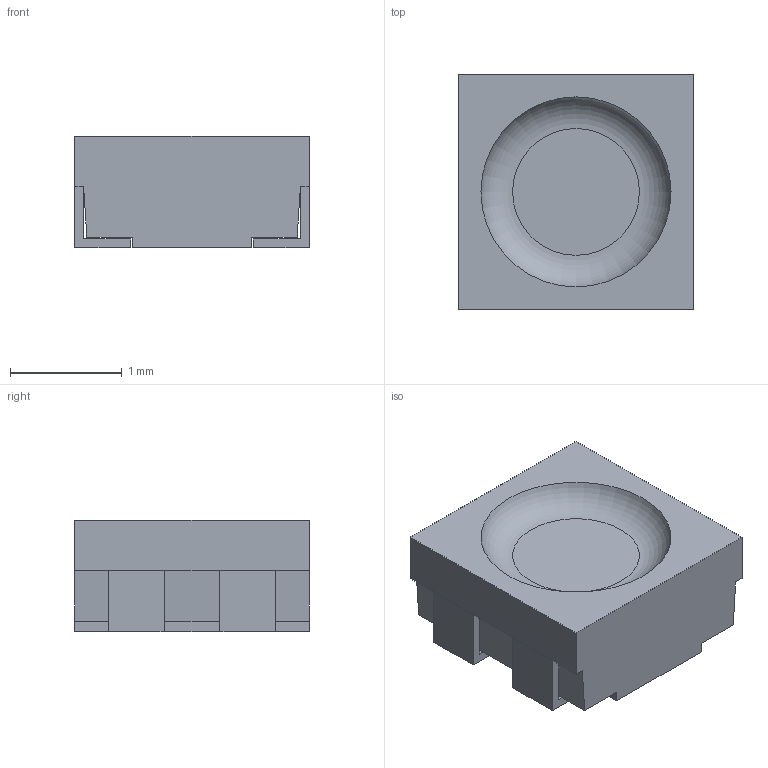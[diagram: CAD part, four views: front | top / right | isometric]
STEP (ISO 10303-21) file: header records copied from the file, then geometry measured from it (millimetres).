
FILE_DESCRIPTION(/* description */ (''),/* implementation_level */ '2;1');
FILE_NAME(/* name */ 'FM-B2020RGBA-HG v1.step',/* time_stamp */ '2021-03-07T16:31:21+00:00',/* author */ (''),/* organization */ (''),/* preprocessor_version */ 'ST-DEVELOPER v18.1',/* originating_system */ 'Autodesk Translation Framework v9.7.1.1290',/* authorisation */ '');
FILE_SCHEMA (('AUTOMOTIVE_DESIGN { 1 0 10303 214 3 1 1 }'));
Length unit declared in the file: millimetre
Products named in the file (1): FM-B2020RGBA-HG
Bounding box: 2.1 x 2.1 x 1 mm (x, y, z)
Volume: 3.8 mm3; surface area: 22 mm2
Topology: 5 solids, 5 shells, 48 faces, 111 edges, 74 vertices
Faces by surface type: plane 47, torus 1
Entity records: 1381 total; most frequent: CARTESIAN_POINT 234, ORIENTED_EDGE 222, DIRECTION 212, EDGE_CURVE 111, LINE 108, VECTOR 108, VERTEX_POINT 74, AXIS2_PLACEMENT_3D 52
